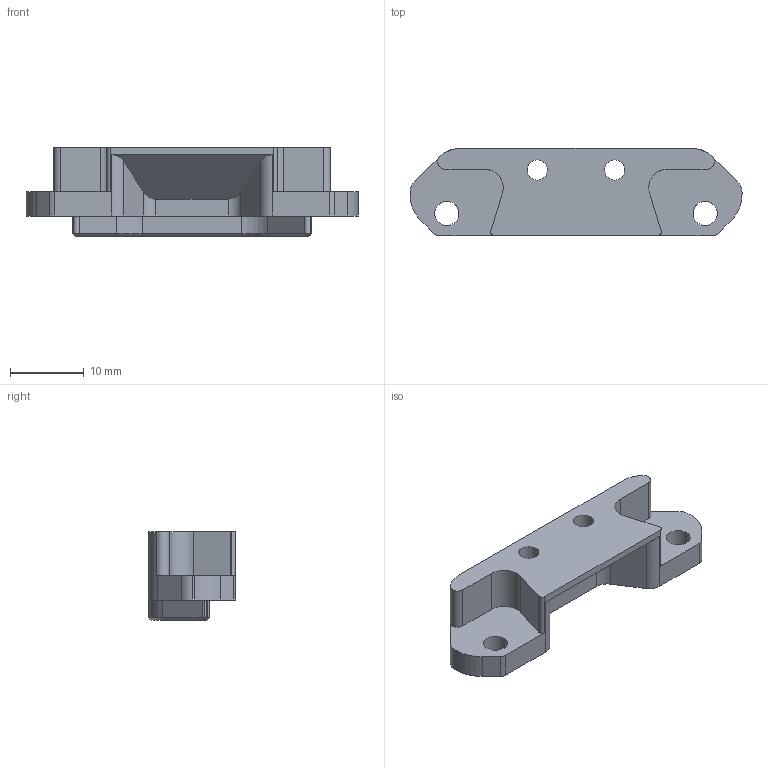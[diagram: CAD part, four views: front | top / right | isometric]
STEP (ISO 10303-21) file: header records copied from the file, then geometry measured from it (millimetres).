
FILE_DESCRIPTION (( 'STEP AP214' ), '1' );
FILE_NAME ('TAP V2-UHF-EDDY.STEP', '2024-04-02T12:40:11', ( '' ), ( '' ), 'SwSTEP 2.0', 'SolidWorks 2024', '' );
FILE_SCHEMA (( 'AUTOMOTIVE_DESIGN' ));
Length unit declared in the file: millimetre
Products named in the file (1): TAP V2-UHF-EDDY
Bounding box: 45.09 x 11.82 x 12.08 mm (x, y, z)
Volume: 2814.1 mm3; surface area: 2250.2 mm2
Topology: 1 solids, 1 shells, 81 faces, 227 edges, 146 vertices
Faces by surface type: cylinder 38, plane 32, cone 11
Entity records: 2662 total; most frequent: DIRECTION 477, CARTESIAN_POINT 467, ORIENTED_EDGE 454, EDGE_CURVE 227, AXIS2_PLACEMENT_3D 172, VERTEX_POINT 146, LINE 133, VECTOR 133
